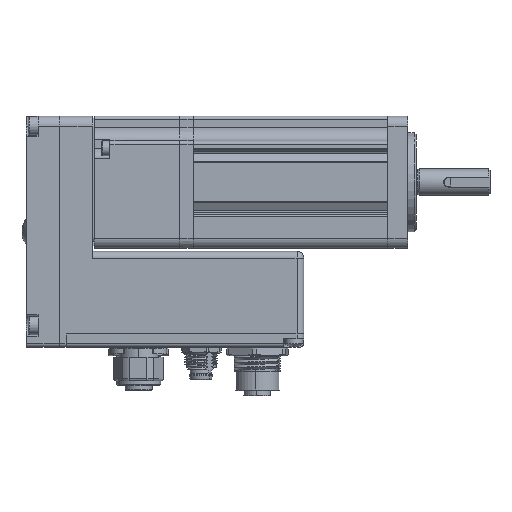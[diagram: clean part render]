
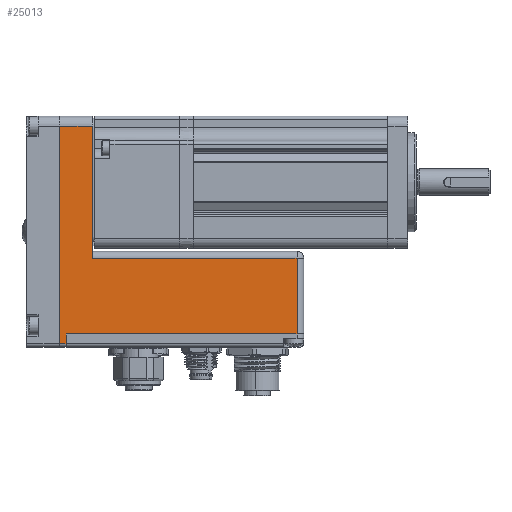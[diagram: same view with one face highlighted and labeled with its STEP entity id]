
A CAD part, front view. The second image highlights one B-rep face of the part: STEP entity #25013.
In plain terms, the highlighted planar face has unit normal (0, -1, 0).
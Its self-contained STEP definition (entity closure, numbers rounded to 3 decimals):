
#826 = DIRECTION ( 'NONE',  ( 0., 0., 1. ) ) ;
#4389 = VECTOR ( 'NONE', #68669, 1000. ) ;
#4861 = CARTESIAN_POINT ( 'NONE',  ( -95.5, -20., -23. ) ) ;
#5324 = CARTESIAN_POINT ( 'NONE',  ( -105.5, -20., -49. ) ) ;
#6805 = PLANE ( 'NONE',  #27107 ) ;
#12268 = ORIENTED_EDGE ( 'NONE', *, *, #66437, .T. ) ;
#13081 = VERTEX_POINT ( 'NONE', #36041 ) ;
#14050 = CARTESIAN_POINT ( 'NONE',  ( -33.5, -20., -23. ) ) ;
#14182 = VECTOR ( 'NONE', #66753, 1000. ) ;
#19142 = LINE ( 'NONE', #45714, #50090 ) ;
#20949 = VERTEX_POINT ( 'NONE', #22252 ) ;
#21098 = VERTEX_POINT ( 'NONE', #5324 ) ;
#21338 = VECTOR ( 'NONE', #37139, 1000. ) ;
#21912 = VECTOR ( 'NONE', #45356, 1000. ) ;
#22252 = CARTESIAN_POINT ( 'NONE',  ( -103.5, -20., -49. ) ) ;
#22511 = LINE ( 'NONE', #4861, #53548 ) ;
#24816 = ORIENTED_EDGE ( 'NONE', *, *, #66961, .F. ) ;
#24859 = CARTESIAN_POINT ( 'NONE',  ( -103.5, -20., -46. ) ) ;
#25013 = ADVANCED_FACE ( 'NONE', ( #55680 ), #6805, .T. ) ;
#26500 = DIRECTION ( 'NONE',  ( 0., 0., 1. ) ) ;
#27107 = AXIS2_PLACEMENT_3D ( 'NONE', #75757, #38027, #826 ) ;
#27409 = VECTOR ( 'NONE', #39498, 1000. ) ;
#28167 = VERTEX_POINT ( 'NONE', #28540 ) ;
#28337 = VERTEX_POINT ( 'NONE', #30127 ) ;
#28540 = CARTESIAN_POINT ( 'NONE',  ( -103.5, -20., -46. ) ) ;
#28546 = ORIENTED_EDGE ( 'NONE', *, *, #57687, .T. ) ;
#29219 = CARTESIAN_POINT ( 'NONE',  ( -105.5, -20., 20. ) ) ;
#30127 = CARTESIAN_POINT ( 'NONE',  ( -95.5, -20., 17. ) ) ;
#31175 = ORIENTED_EDGE ( 'NONE', *, *, #66593, .T. ) ;
#31207 = VERTEX_POINT ( 'NONE', #63352 ) ;
#36041 = CARTESIAN_POINT ( 'NONE',  ( -105.5, -20., 17. ) ) ;
#37139 = DIRECTION ( 'NONE',  ( -1., 0., 0. ) ) ;
#37480 = LINE ( 'NONE', #24859, #4389 ) ;
#38027 = DIRECTION ( 'NONE',  ( 0., -1., 0. ) ) ;
#38381 = LINE ( 'NONE', #70298, #21912 ) ;
#39498 = DIRECTION ( 'NONE',  ( 0., 0., 1. ) ) ;
#41685 = CARTESIAN_POINT ( 'NONE',  ( -95.5, -20., -23. ) ) ;
#43871 = LINE ( 'NONE', #77237, #27409 ) ;
#45356 = DIRECTION ( 'NONE',  ( -1., 0., 0. ) ) ;
#45714 = CARTESIAN_POINT ( 'NONE',  ( -103.5, -20., -49. ) ) ;
#47293 = LINE ( 'NONE', #70355, #64094 ) ;
#50090 = VECTOR ( 'NONE', #58059, 1000. ) ;
#51167 = VERTEX_POINT ( 'NONE', #14050 ) ;
#53548 = VECTOR ( 'NONE', #67174, 1000. ) ;
#55309 = ORIENTED_EDGE ( 'NONE', *, *, #56861, .T. ) ;
#55680 = FACE_OUTER_BOUND ( 'NONE', #70676, .T. ) ;
#56861 = EDGE_CURVE ( 'NONE', #51167, #66615, #22511, .T. ) ;
#57687 = EDGE_CURVE ( 'NONE', #28337, #13081, #71301, .T. ) ;
#58059 = DIRECTION ( 'NONE',  ( 1., 0., 0. ) ) ;
#63352 = CARTESIAN_POINT ( 'NONE',  ( -33.5, -20., -46. ) ) ;
#63704 = EDGE_CURVE ( 'NONE', #66615, #28337, #43871, .T. ) ;
#63941 = LINE ( 'NONE', #29219, #14182 ) ;
#64094 = VECTOR ( 'NONE', #26500, 1000. ) ;
#66040 = EDGE_CURVE ( 'NONE', #31207, #51167, #47293, .T. ) ;
#66437 = EDGE_CURVE ( 'NONE', #21098, #20949, #19142, .T. ) ;
#66593 = EDGE_CURVE ( 'NONE', #13081, #21098, #63941, .T. ) ;
#66615 = VERTEX_POINT ( 'NONE', #41685 ) ;
#66753 = DIRECTION ( 'NONE',  ( 0., 0., -1. ) ) ;
#66809 = EDGE_CURVE ( 'NONE', #28167, #20949, #37480, .T. ) ;
#66961 = EDGE_CURVE ( 'NONE', #31207, #28167, #38381, .T. ) ;
#67174 = DIRECTION ( 'NONE',  ( -1., 0., 0. ) ) ;
#68669 = DIRECTION ( 'NONE',  ( 0., 0., -1. ) ) ;
#69135 = ORIENTED_EDGE ( 'NONE', *, *, #66040, .T. ) ;
#69487 = ORIENTED_EDGE ( 'NONE', *, *, #63704, .T. ) ;
#70168 = ORIENTED_EDGE ( 'NONE', *, *, #66809, .F. ) ;
#70298 = CARTESIAN_POINT ( 'NONE',  ( -103.5, -20., -46. ) ) ;
#70355 = CARTESIAN_POINT ( 'NONE',  ( -33.5, -20., -21. ) ) ;
#70676 = EDGE_LOOP ( 'NONE', ( #31175, #12268, #70168, #24816, #69135, #55309, #69487, #28546 ) ) ;
#71301 = LINE ( 'NONE', #74838, #21338 ) ;
#74838 = CARTESIAN_POINT ( 'NONE',  ( -105.5, -20., 17. ) ) ;
#75757 = CARTESIAN_POINT ( 'NONE',  ( -95.5, -20., 20. ) ) ;
#77237 = CARTESIAN_POINT ( 'NONE',  ( -95.5, -20., -21. ) ) ;
